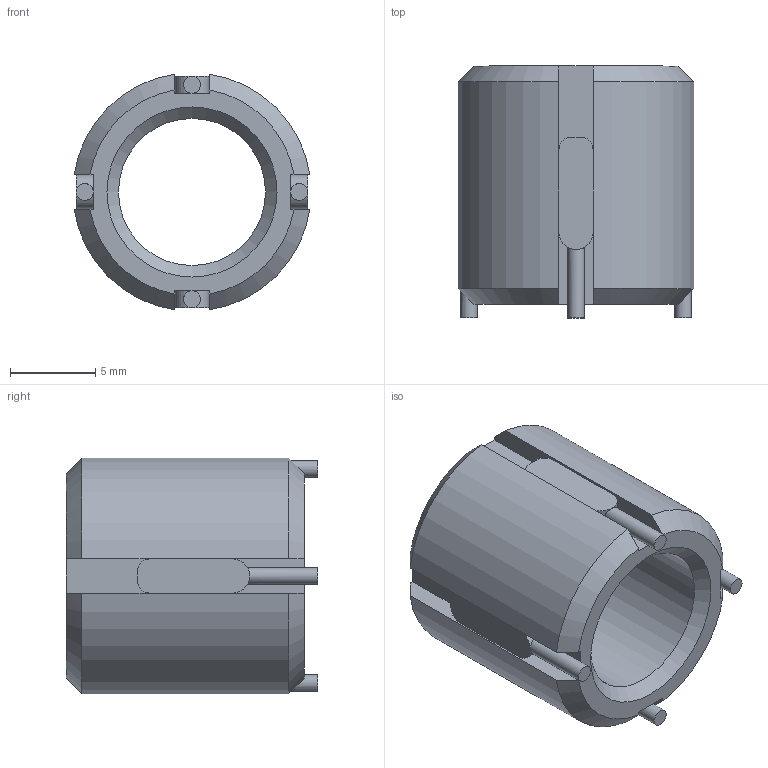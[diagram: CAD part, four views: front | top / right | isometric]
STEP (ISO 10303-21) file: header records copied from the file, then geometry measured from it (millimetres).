
FILE_DESCRIPTION( ( 'STEP AP214' ), '1' );
FILE_NAME( 'K0398.10X125.stp', '2020-12-07T12:01:00', ( '' ), ( '' ), ' ', 'PARTsolutions', ' ' );
FILE_SCHEMA( ( 'AUTOMOTIVE_DESIGN { 1 0 10303 214 1 1 1 1 }' ) );
Length unit declared in the file: millimetre
Products named in the file (1): _K0398.10X125
Bounding box: 13.86 x 14.8 x 13.86 mm (x, y, z)
Volume: 1221.8 mm3; surface area: 1260 mm2
Topology: 1 solids, 1 shells, 61 faces, 167 edges, 112 vertices
Faces by surface type: plane 30, cylinder 21, cone 10
Full cylindrical faces by diameter (mm): 0.98 x4, 8.647 x1
Entity records: 2494 total; most frequent: CARTESIAN_POINT 478, ORIENTED_EDGE 312, DIRECTION 308, EDGE_CURVE 156, AXIS2_PLACEMENT_3D 110, VERTEX_POINT 108, LINE 88, VECTOR 88
